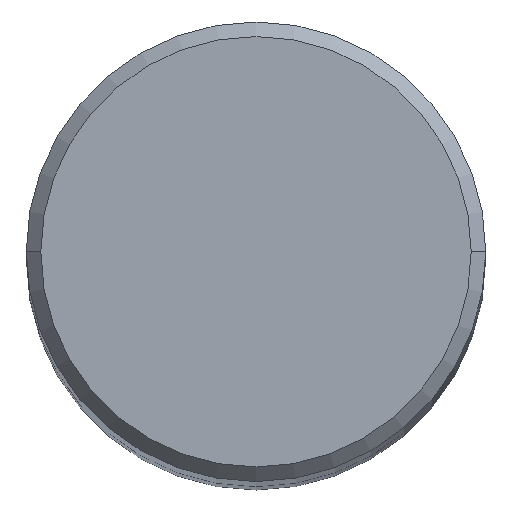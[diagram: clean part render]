
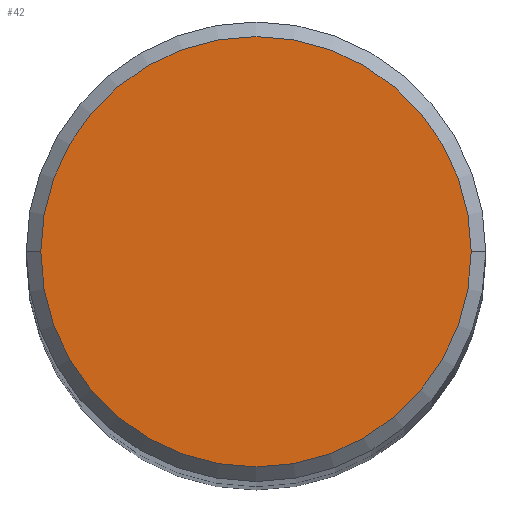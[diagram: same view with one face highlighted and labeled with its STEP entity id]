
A CAD part, top view. The second image highlights one B-rep face of the part: STEP entity #42.
In plain terms, the highlighted planar face has unit normal (0, 0, 1).
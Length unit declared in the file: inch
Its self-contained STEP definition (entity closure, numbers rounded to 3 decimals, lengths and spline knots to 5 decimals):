
#6 = FACE_OUTER_BOUND ( 'NONE', #94, .T. ) ;
#24 = EDGE_CURVE ( 'NONE', #187, #102, #287, .T. ) ;
#25 = CARTESIAN_POINT ( 'NONE',  ( 0., 0., 5.11811 ) ) ;
#42 = ADVANCED_FACE ( 'NONE', ( #6 ), #135, .T. ) ;
#50 = DIRECTION ( 'NONE',  ( 0., 0., 1. ) ) ;
#73 = ORIENTED_EDGE ( 'NONE', *, *, #201, .T. ) ;
#94 = EDGE_LOOP ( 'NONE', ( #251, #73 ) ) ;
#102 = VERTEX_POINT ( 'NONE', #237 ) ;
#110 = DIRECTION ( 'NONE',  ( 0., 0., 1. ) ) ;
#135 = PLANE ( 'NONE',  #154 ) ;
#148 = AXIS2_PLACEMENT_3D ( 'NONE', #25, #50, #236 ) ;
#154 = AXIS2_PLACEMENT_3D ( 'NONE', #164, #258, #281 ) ;
#164 = CARTESIAN_POINT ( 'NONE',  ( 0., 0., 5.11811 ) ) ;
#179 = CARTESIAN_POINT ( 'NONE',  ( -0.22122, 0., 5.11811 ) ) ;
#184 = CIRCLE ( 'NONE', #230, 0.22122 ) ;
#187 = VERTEX_POINT ( 'NONE', #179 ) ;
#201 = EDGE_CURVE ( 'NONE', #102, #187, #184, .T. ) ;
#230 = AXIS2_PLACEMENT_3D ( 'NONE', #243, #110, #293 ) ;
#236 = DIRECTION ( 'NONE',  ( 1., 0., 0. ) ) ;
#237 = CARTESIAN_POINT ( 'NONE',  ( 0.22122, 0., 5.11811 ) ) ;
#243 = CARTESIAN_POINT ( 'NONE',  ( 0., 0., 5.11811 ) ) ;
#251 = ORIENTED_EDGE ( 'NONE', *, *, #24, .T. ) ;
#258 = DIRECTION ( 'NONE',  ( 0., 0., 1. ) ) ;
#281 = DIRECTION ( 'NONE',  ( 1., 0., 0. ) ) ;
#287 = CIRCLE ( 'NONE', #148, 0.22122 ) ;
#293 = DIRECTION ( 'NONE',  ( 1., 0., 0. ) ) ;
